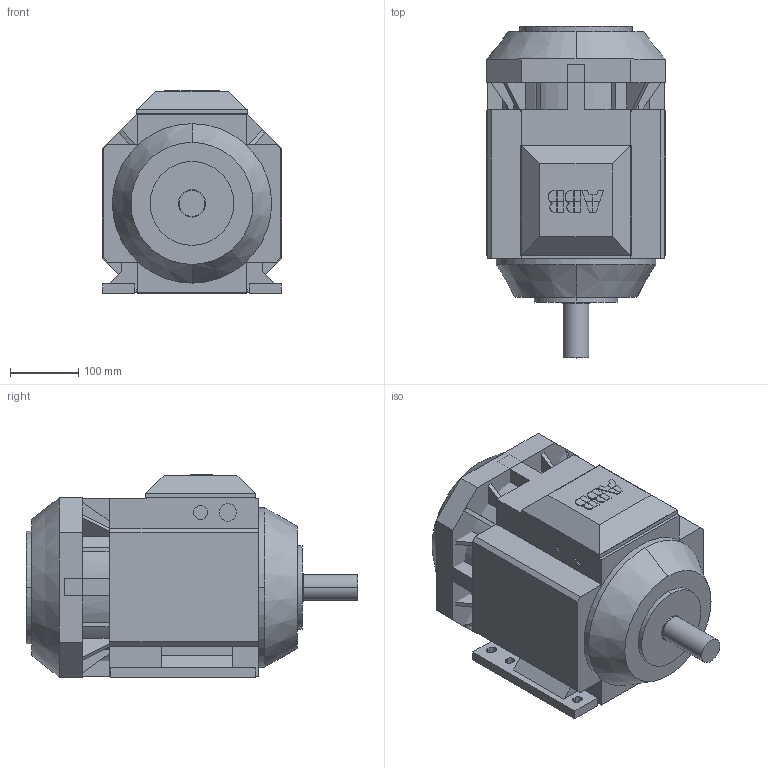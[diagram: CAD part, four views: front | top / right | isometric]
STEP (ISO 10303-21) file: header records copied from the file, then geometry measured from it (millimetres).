
FILE_DESCRIPTION(/* description */ (''),/* implementation_level */ '2;1');
FILE_NAME(/* name */ 'M3AA IE2 132L B3.stp',/* time_stamp */ '2015-06-29T15:37:15+02:00',/* author */ (''),/* organization */ (''),/* preprocessor_version */ 'ST-DEVELOPER v14',/* originating_system */ 'SIEMENS PLM Software NX 8.0',/* authorisation */ '');
FILE_SCHEMA (('AUTOMOTIVE_DESIGN { 1 0 10303 214 3 1 1 1 }'));
Length unit declared in the file: millimetre
Products named in the file (1): M3AA IE2 132L B3_igs
Bounding box: 263 x 487 x 297.5 mm (x, y, z)
Volume: 21974622.3 mm3; surface area: 779741.9 mm2
Topology: 3 solids, 3 shells, 316 faces, 836 edges, 552 vertices
Faces by surface type: plane 256, cylinder 46, bspline 10, cone 4
Entity records: 9768 total; most frequent: CARTESIAN_POINT 1825, ORIENTED_EDGE 1672, DIRECTION 1538, EDGE_CURVE 836, LINE 708, VECTOR 708, VERTEX_POINT 552, AXIS2_PLACEMENT_3D 415
